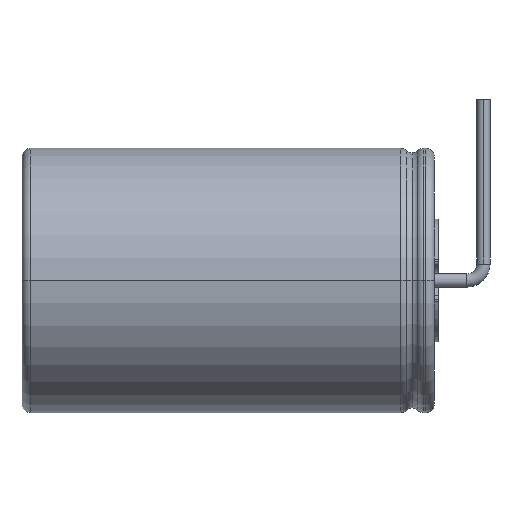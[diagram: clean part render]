
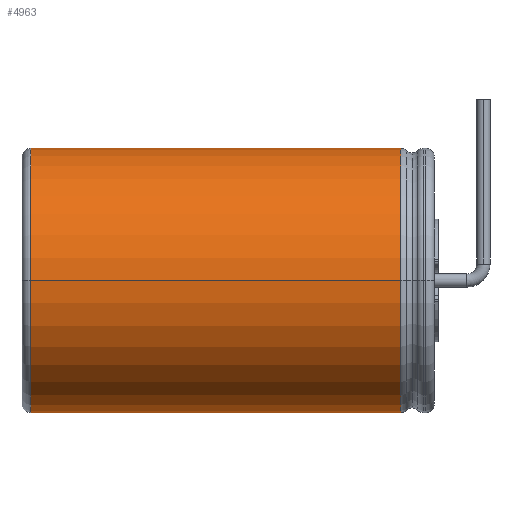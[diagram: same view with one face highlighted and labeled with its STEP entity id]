
A CAD part, left-side view. The second image highlights one B-rep face of the part: STEP entity #4963.
In plain terms, the highlighted cylindrical face has radius 8.025 mm (diameter 16.051 mm), a partial arc.
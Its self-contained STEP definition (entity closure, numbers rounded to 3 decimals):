
#16 = ORIENTED_EDGE ( 'NONE', *, *, #3353, .F. ) ;
#119 = DIRECTION ( 'NONE',  ( 0., -1., 0. ) ) ;
#272 = DIRECTION ( 'NONE',  ( 1., 0., 0. ) ) ;
#290 = CARTESIAN_POINT ( 'NONE',  ( 0., 2.52, -8.025 ) ) ;
#296 = CYLINDRICAL_SURFACE ( 'NONE', #455, 8.025 ) ;
#423 = ORIENTED_EDGE ( 'NONE', *, *, #4392, .T. ) ;
#430 = CARTESIAN_POINT ( 'NONE',  ( 0., 2.52, 8.025 ) ) ;
#455 = AXIS2_PLACEMENT_3D ( 'NONE', #4616, #3490, #272 ) ;
#459 = EDGE_CURVE ( 'NONE', #5048, #4580, #1912, .T. ) ;
#667 = CARTESIAN_POINT ( 'NONE',  ( 0., 2.52, 0. ) ) ;
#853 = CIRCLE ( 'NONE', #3983, 8.025 ) ;
#1009 = DIRECTION ( 'NONE',  ( 0., 1., 0. ) ) ;
#1079 = VERTEX_POINT ( 'NONE', #4083 ) ;
#1185 = ORIENTED_EDGE ( 'NONE', *, *, #1789, .F. ) ;
#1789 = EDGE_CURVE ( 'NONE', #4580, #1079, #4051, .T. ) ;
#1803 = VERTEX_POINT ( 'NONE', #4891 ) ;
#1893 = EDGE_LOOP ( 'NONE', ( #423, #1185, #3558, #16 ) ) ;
#1912 = CIRCLE ( 'NONE', #3902, 8.025 ) ;
#1961 = CARTESIAN_POINT ( 'NONE',  ( 0., 12.922, 8.025 ) ) ;
#2018 = DIRECTION ( 'NONE',  ( 1., 0., 0. ) ) ;
#2041 = CARTESIAN_POINT ( 'NONE',  ( 0., 25., 0. ) ) ;
#2260 = DIRECTION ( 'NONE',  ( 1., 0., 0. ) ) ;
#2354 = DIRECTION ( 'NONE',  ( 0., -1., 0. ) ) ;
#2558 = CARTESIAN_POINT ( 'NONE',  ( 0., 12.922, -8.025 ) ) ;
#3353 = EDGE_CURVE ( 'NONE', #1803, #5048, #5023, .T. ) ;
#3462 = VECTOR ( 'NONE', #2354, 1000. ) ;
#3490 = DIRECTION ( 'NONE',  ( 0., 1., 0. ) ) ;
#3555 = FACE_OUTER_BOUND ( 'NONE', #1893, .T. ) ;
#3558 = ORIENTED_EDGE ( 'NONE', *, *, #459, .F. ) ;
#3902 = AXIS2_PLACEMENT_3D ( 'NONE', #667, #4989, #2260 ) ;
#3983 = AXIS2_PLACEMENT_3D ( 'NONE', #2041, #119, #2018 ) ;
#4051 = LINE ( 'NONE', #2558, #4460 ) ;
#4083 = CARTESIAN_POINT ( 'NONE',  ( 0., 25., -8.025 ) ) ;
#4392 = EDGE_CURVE ( 'NONE', #1803, #1079, #853, .T. ) ;
#4460 = VECTOR ( 'NONE', #1009, 1000. ) ;
#4580 = VERTEX_POINT ( 'NONE', #290 ) ;
#4616 = CARTESIAN_POINT ( 'NONE',  ( 0., 12.922, 0. ) ) ;
#4891 = CARTESIAN_POINT ( 'NONE',  ( 0., 25., 8.025 ) ) ;
#4963 = ADVANCED_FACE ( 'NONE', ( #3555 ), #296, .T. ) ;
#4989 = DIRECTION ( 'NONE',  ( 0., -1., 0. ) ) ;
#5023 = LINE ( 'NONE', #1961, #3462 ) ;
#5048 = VERTEX_POINT ( 'NONE', #430 ) ;
